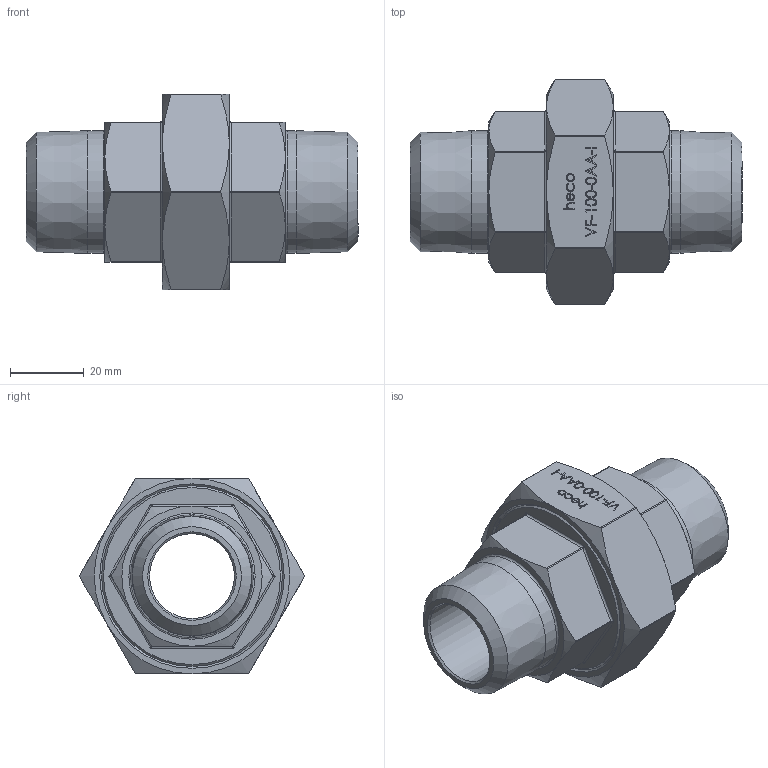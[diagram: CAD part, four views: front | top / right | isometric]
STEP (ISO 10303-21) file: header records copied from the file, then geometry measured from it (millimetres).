
FILE_DESCRIPTION (( 'STEP AP214' ), '1' );
FILE_NAME ('heco_VF-100-0AA-I.STEP', '2016-07-06T07:42:10', ( '' ), ( '' ), 'SwSTEP 2.0', 'SolidWorks 2011', '' );
FILE_SCHEMA (( 'AUTOMOTIVE_DESIGN' ));
Length unit declared in the file: millimetre
Products named in the file (1): heco_VF-100-0AA-I
Bounding box: 90 x 61.11 x 53.05 mm (x, y, z)
Volume: 71988.5 mm3; surface area: 22118.1 mm2
Topology: 1 solids, 1 shells, 274 faces, 662 edges, 409 vertices
Faces by surface type: plane 125, bspline 74, cylinder 38, cone 34, torus 3
Full cylindrical faces by diameter (mm): 23 x2, 27 x1, 33.249 x2, 47 x1, 48.4 x1, 49 x1
Entity records: 13517 total; most frequent: CARTESIAN_POINT 6273, ORIENTED_EDGE 1256, DIRECTION 850, EDGE_CURVE 628, VERTEX_POINT 408, LINE 344, VECTOR 344, EDGE_LOOP 328
